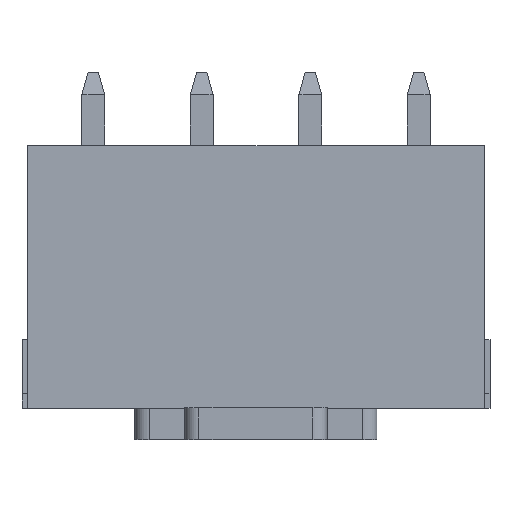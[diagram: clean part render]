
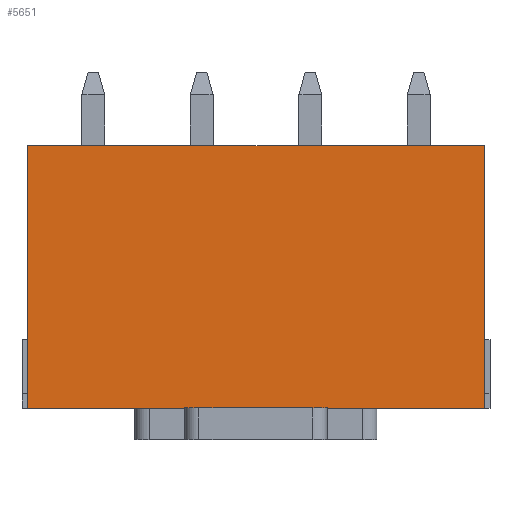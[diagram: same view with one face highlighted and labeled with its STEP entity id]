
A CAD part, top view. The second image highlights one B-rep face of the part: STEP entity #5651.
In plain terms, the highlighted planar face has unit normal (0, 0, 1).
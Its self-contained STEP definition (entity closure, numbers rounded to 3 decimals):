
#1152=ORIENTED_EDGE('',*,*,#2313,.T.);
#1153=ORIENTED_EDGE('',*,*,#2312,.F.);
#1154=ORIENTED_EDGE('',*,*,#2300,.F.);
#1155=ORIENTED_EDGE('',*,*,#1781,.T.);
#1781=EDGE_CURVE('',#2581,#2580,#3119,.T.);
#2300=EDGE_CURVE('',#2581,#2937,#3591,.T.);
#2312=EDGE_CURVE('',#2937,#2945,#3601,.T.);
#2313=EDGE_CURVE('',#2580,#2945,#3602,.T.);
#2580=VERTEX_POINT('',#7683);
#2581=VERTEX_POINT('',#7685);
#2937=VERTEX_POINT('',#8726);
#2945=VERTEX_POINT('',#8746);
#3119=LINE('',#7684,#3861);
#3591=LINE('',#8725,#4333);
#3601=LINE('',#8748,#4343);
#3602=LINE('',#8750,#4344);
#3861=VECTOR('',#6209,1000.);
#4333=VECTOR('',#7107,1000.);
#4343=VECTOR('',#7125,1000.);
#4344=VECTOR('',#7128,1000.);
#4770=EDGE_LOOP('',(#1152,#1153,#1154,#1155));
#5090=FACE_BOUND('',#4770,.T.);
#5372=PLANE('',#6026);
#5651=ADVANCED_FACE('',(#5090),#5372,.F.);
#6026=AXIS2_PLACEMENT_3D('',#8749,#7126,#7127);
#6209=DIRECTION('',(0.,-1.,0.));
#7107=DIRECTION('',(1.,0.,0.));
#7125=DIRECTION('',(0.,-1.,0.));
#7126=DIRECTION('',(0.,0.,-1.));
#7127=DIRECTION('',(-1.,0.,0.));
#7128=DIRECTION('',(1.,0.,0.));
#7683=CARTESIAN_POINT('',(-8.015,0.,3.5));
#7684=CARTESIAN_POINT('',(-8.015,9.2,3.5));
#7685=CARTESIAN_POINT('',(-8.015,9.2,3.5));
#8725=CARTESIAN_POINT('',(-8.015,9.2,3.5));
#8726=CARTESIAN_POINT('',(8.015,9.2,3.5));
#8746=CARTESIAN_POINT('',(8.015,0.,3.5));
#8748=CARTESIAN_POINT('',(8.015,9.2,3.5));
#8749=CARTESIAN_POINT('',(-8.015,9.2,3.5));
#8750=CARTESIAN_POINT('',(-8.015,0.,3.5));
